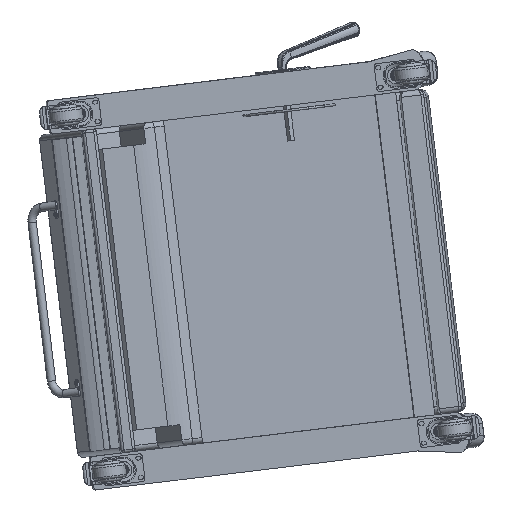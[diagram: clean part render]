
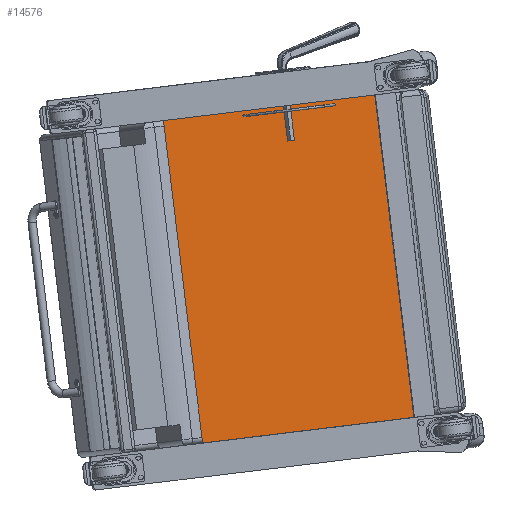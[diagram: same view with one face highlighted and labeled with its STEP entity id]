
A CAD part, front view. The second image highlights one B-rep face of the part: STEP entity #14576.
In plain terms, the highlighted face is planar.
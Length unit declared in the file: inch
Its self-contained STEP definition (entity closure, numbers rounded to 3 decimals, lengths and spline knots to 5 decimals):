
#2842=FACE_OUTER_BOUND('',#3799,.T.);
#3799=EDGE_LOOP('',(#11543,#11544,#11545,#11546));
#4859=LINE('',#29387,#5749);
#4866=LINE('',#29401,#5756);
#4868=LINE('',#29404,#5758);
#4874=LINE('',#29421,#5764);
#5749=VECTOR('',#19298,0.3937);
#5756=VECTOR('',#19307,0.3937);
#5758=VECTOR('',#19311,0.3937);
#5764=VECTOR('',#19327,0.3937);
#6788=VERTEX_POINT('',#29384);
#6789=VERTEX_POINT('',#29386);
#6794=VERTEX_POINT('',#29398);
#6795=VERTEX_POINT('',#29400);
#8481=EDGE_CURVE('',#6788,#6789,#4859,.T.);
#8488=EDGE_CURVE('',#6794,#6795,#4866,.T.);
#8490=EDGE_CURVE('',#6788,#6795,#4868,.T.);
#8496=EDGE_CURVE('',#6794,#6789,#4874,.T.);
#11543=ORIENTED_EDGE('',*,*,#8496,.T.);
#11544=ORIENTED_EDGE('',*,*,#8481,.F.);
#11545=ORIENTED_EDGE('',*,*,#8490,.T.);
#11546=ORIENTED_EDGE('',*,*,#8488,.F.);
#13993=PLANE('',#16227);
#14576=ADVANCED_FACE('',(#2842),#13993,.T.);
#16227=AXIS2_PLACEMENT_3D('',#29422,#19328,#19329);
#19298=DIRECTION('',(1.,0.,0.));
#19307=DIRECTION('',(-1.,0.,0.));
#19311=DIRECTION('',(0.,0.,-1.));
#19327=DIRECTION('',(0.,0.,1.));
#19328=DIRECTION('center_axis',(0.,-1.,0.));
#19329=DIRECTION('ref_axis',(1.,0.,0.));
#29384=CARTESIAN_POINT('',(-12.33407,-1.97439,14.5));
#29386=CARTESIAN_POINT('',(6.68333,-1.97439,14.5));
#29387=CARTESIAN_POINT('',(-12.33407,-1.97439,14.5));
#29398=CARTESIAN_POINT('',(6.68333,-1.97439,-14.5));
#29400=CARTESIAN_POINT('',(-12.33407,-1.97439,-14.5));
#29401=CARTESIAN_POINT('',(-12.33407,-1.97439,-14.5));
#29404=CARTESIAN_POINT('',(-12.33407,-1.97439,0.));
#29421=CARTESIAN_POINT('',(6.68333,-1.97439,0.));
#29422=CARTESIAN_POINT('Origin',(-12.33407,-1.97439,0.));
